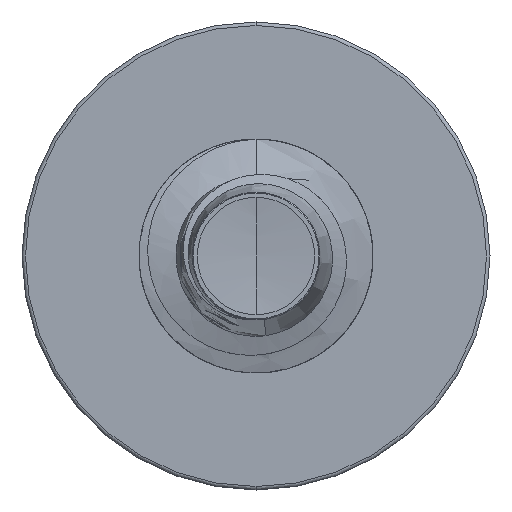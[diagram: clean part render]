
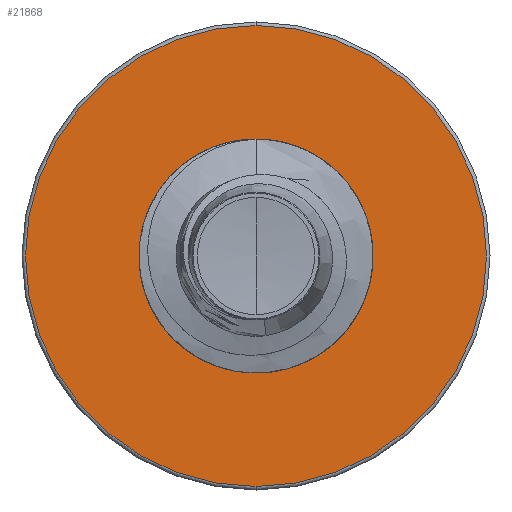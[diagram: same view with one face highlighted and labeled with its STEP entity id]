
A CAD part, front view. The second image highlights one B-rep face of the part: STEP entity #21868.
In plain terms, the highlighted planar face has unit normal (0, -1, 0).
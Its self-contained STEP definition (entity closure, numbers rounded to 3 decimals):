
#405 = AXIS2_PLACEMENT_3D ( 'NONE', #4481, #20833, #7356 ) ;
#2097 = DIRECTION ( 'NONE',  ( 0., 0., 1. ) ) ;
#2431 = CARTESIAN_POINT ( 'NONE',  ( 0., 20., 3.94 ) ) ;
#2497 = FACE_BOUND ( 'NONE', #2820, .T. ) ;
#2678 = VERTEX_POINT ( 'NONE', #12372 ) ;
#2820 = EDGE_LOOP ( 'NONE', ( #22626, #23760 ) ) ;
#4151 = AXIS2_PLACEMENT_3D ( 'NONE', #8254, #23175, #10902 ) ;
#4270 = CIRCLE ( 'NONE', #4151, 1.989 ) ;
#4481 = CARTESIAN_POINT ( 'NONE',  ( 0., 20., 0. ) ) ;
#6110 = VERTEX_POINT ( 'NONE', #2431 ) ;
#6682 = ORIENTED_EDGE ( 'NONE', *, *, #25700, .F. ) ;
#7356 = DIRECTION ( 'NONE',  ( 0., 0., 1. ) ) ;
#7695 = EDGE_LOOP ( 'NONE', ( #6682, #21259 ) ) ;
#8254 = CARTESIAN_POINT ( 'NONE',  ( 0., 20., 0. ) ) ;
#8834 = CARTESIAN_POINT ( 'NONE',  ( 0., 20., 1.989 ) ) ;
#8945 = PLANE ( 'NONE',  #26855 ) ;
#9363 = VERTEX_POINT ( 'NONE', #8834 ) ;
#10902 = DIRECTION ( 'NONE',  ( 0., 0., 1. ) ) ;
#11527 = CIRCLE ( 'NONE', #21743, 3.94 ) ;
#11560 = DIRECTION ( 'NONE',  ( 0., 0., 1. ) ) ;
#11616 = DIRECTION ( 'NONE',  ( 0., 1., 0. ) ) ;
#12109 = CARTESIAN_POINT ( 'NONE',  ( 0., 20., -1.989 ) ) ;
#12372 = CARTESIAN_POINT ( 'NONE',  ( 0., 20., -3.94 ) ) ;
#14450 = CIRCLE ( 'NONE', #19823, 3.94 ) ;
#17305 = DIRECTION ( 'NONE',  ( 0., 1., 0. ) ) ;
#19504 = EDGE_CURVE ( 'NONE', #9363, #21185, #28156, .T. ) ;
#19823 = AXIS2_PLACEMENT_3D ( 'NONE', #23679, #11616, #25399 ) ;
#20833 = DIRECTION ( 'NONE',  ( 0., 1., 0. ) ) ;
#21185 = VERTEX_POINT ( 'NONE', #12109 ) ;
#21259 = ORIENTED_EDGE ( 'NONE', *, *, #25989, .F. ) ;
#21743 = AXIS2_PLACEMENT_3D ( 'NONE', #27821, #17305, #2097 ) ;
#21868 = ADVANCED_FACE ( 'NONE', ( #25939, #2497 ), #8945, .F. ) ;
#22626 = ORIENTED_EDGE ( 'NONE', *, *, #19504, .T. ) ;
#23175 = DIRECTION ( 'NONE',  ( 0., 1., 0. ) ) ;
#23179 = EDGE_CURVE ( 'NONE', #21185, #9363, #4270, .T. ) ;
#23643 = DIRECTION ( 'NONE',  ( 0., 1., 0. ) ) ;
#23679 = CARTESIAN_POINT ( 'NONE',  ( 0., 20., 0. ) ) ;
#23760 = ORIENTED_EDGE ( 'NONE', *, *, #23179, .T. ) ;
#25228 = CARTESIAN_POINT ( 'NONE',  ( 0., 20., -1.989 ) ) ;
#25399 = DIRECTION ( 'NONE',  ( 0., 0., 1. ) ) ;
#25700 = EDGE_CURVE ( 'NONE', #6110, #2678, #14450, .T. ) ;
#25939 = FACE_OUTER_BOUND ( 'NONE', #7695, .T. ) ;
#25989 = EDGE_CURVE ( 'NONE', #2678, #6110, #11527, .T. ) ;
#26855 = AXIS2_PLACEMENT_3D ( 'NONE', #25228, #23643, #11560 ) ;
#27821 = CARTESIAN_POINT ( 'NONE',  ( 0., 20., 0. ) ) ;
#28156 = CIRCLE ( 'NONE', #405, 1.989 ) ;
